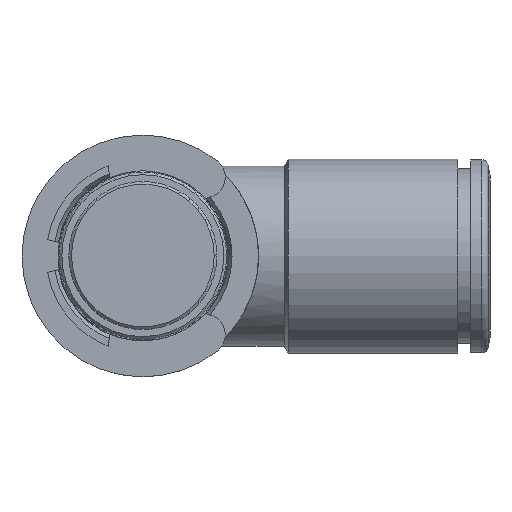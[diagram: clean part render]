
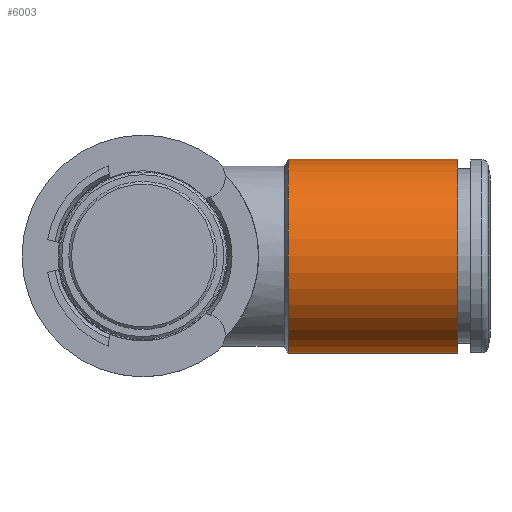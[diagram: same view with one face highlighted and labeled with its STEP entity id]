
A CAD part, top view. The second image highlights one B-rep face of the part: STEP entity #6003.
In plain terms, the highlighted cylindrical face has radius 7.55 mm (diameter 15.1 mm), a full revolution.
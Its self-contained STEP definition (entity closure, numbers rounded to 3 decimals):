
#1184=CYLINDRICAL_SURFACE('',#6640,7.55);
#1273=FACE_BOUND('',#2084,.T.);
#1639=FACE_OUTER_BOUND('',#2083,.T.);
#2083=EDGE_LOOP('',(#5562));
#2084=EDGE_LOOP('',(#5563));
#2401=CIRCLE('',#6639,7.55);
#2402=CIRCLE('',#6641,7.55);
#3006=VERTEX_POINT('',#11938);
#3007=VERTEX_POINT('',#11941);
#3868=EDGE_CURVE('',#3006,#3006,#2401,.T.);
#3869=EDGE_CURVE('',#3007,#3007,#2402,.T.);
#5562=ORIENTED_EDGE('',*,*,#3869,.F.);
#5563=ORIENTED_EDGE('',*,*,#3868,.T.);
#6003=ADVANCED_FACE('',(#1639,#1273),#1184,.T.);
#6639=AXIS2_PLACEMENT_3D('',#11939,#8158,#8159);
#6640=AXIS2_PLACEMENT_3D('',#11940,#8160,#8161);
#6641=AXIS2_PLACEMENT_3D('',#11942,#8162,#8163);
#8158=DIRECTION('center_axis',(1.,0.,0.));
#8159=DIRECTION('ref_axis',(0.,0.,1.));
#8160=DIRECTION('center_axis',(-1.,0.,0.));
#8161=DIRECTION('ref_axis',(0.,0.,1.));
#8162=DIRECTION('center_axis',(1.,0.,0.));
#8163=DIRECTION('ref_axis',(0.,0.,1.));
#11938=CARTESIAN_POINT('',(35.763,17.88,38.088));
#11939=CARTESIAN_POINT('Origin',(35.763,17.88,30.538));
#11940=CARTESIAN_POINT('Origin',(48.945,17.88,30.538));
#11941=CARTESIAN_POINT('',(48.945,17.88,38.088));
#11942=CARTESIAN_POINT('Origin',(48.945,17.88,30.538));
